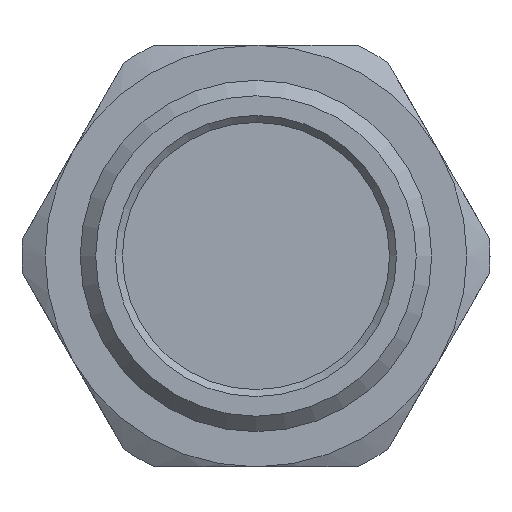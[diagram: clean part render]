
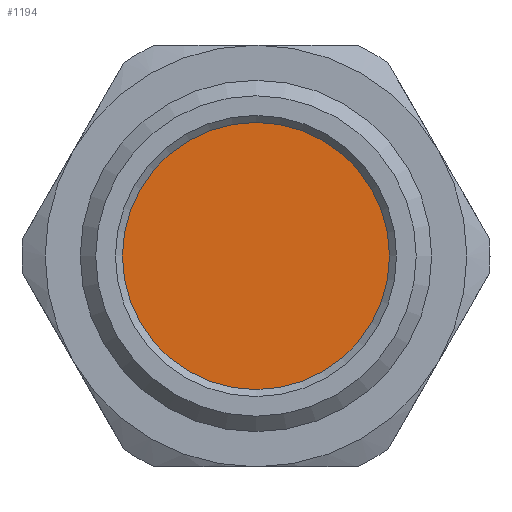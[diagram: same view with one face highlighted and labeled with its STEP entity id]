
A CAD part, front view. The second image highlights one B-rep face of the part: STEP entity #1194.
In plain terms, the highlighted planar face has unit normal (0, -1, 0).
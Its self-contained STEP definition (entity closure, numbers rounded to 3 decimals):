
#105=FACE_OUTER_BOUND('',#179,.T.);
#179=EDGE_LOOP('',(#756));
#265=CIRCLE('',#1296,9.5);
#470=VERTEX_POINT('',#1835);
#581=EDGE_CURVE('',#470,#470,#265,.T.);
#756=ORIENTED_EDGE('',*,*,#581,.F.);
#1094=PLANE('',#1295);
#1194=ADVANCED_FACE('',(#105),#1094,.T.);
#1295=AXIS2_PLACEMENT_3D('',#1834,#1465,#1466);
#1296=AXIS2_PLACEMENT_3D('',#1836,#1467,#1468);
#1465=DIRECTION('center_axis',(0.,-1.,0.));
#1466=DIRECTION('ref_axis',(0.,0.,-1.));
#1467=DIRECTION('center_axis',(0.,1.,0.));
#1468=DIRECTION('ref_axis',(-1.,0.,0.));
#1834=CARTESIAN_POINT('Origin',(-0.97,-3.691,0.));
#1835=CARTESIAN_POINT('',(8.53,-3.691,0.));
#1836=CARTESIAN_POINT('Origin',(-0.97,-3.691,0.));
